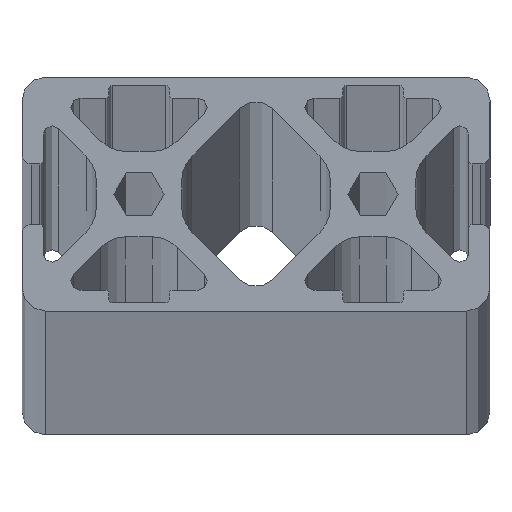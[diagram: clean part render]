
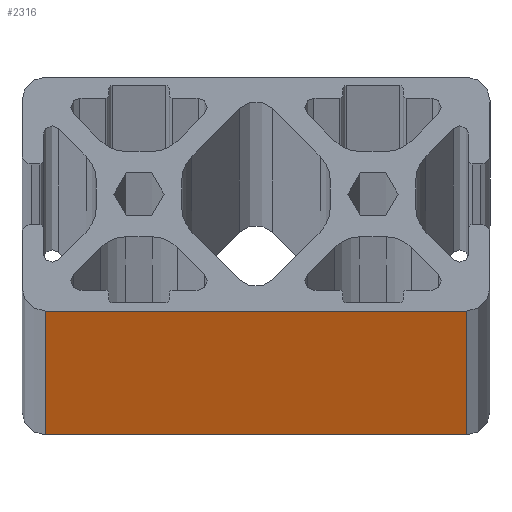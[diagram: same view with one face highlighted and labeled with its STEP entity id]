
A CAD part, top view. The second image highlights one B-rep face of the part: STEP entity #2316.
In plain terms, the highlighted planar face has unit normal (0, -1, 0).
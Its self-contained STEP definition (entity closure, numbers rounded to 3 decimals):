
#40=PLANE('',#2576);
#116=FACE_OUTER_BOUND('',#250,.T.);
#250=EDGE_LOOP('',(#1857,#1858,#1859,#1860));
#362=LINE('',#3475,#596);
#421=LINE('',#3700,#655);
#488=LINE('',#3914,#722);
#489=LINE('',#3916,#723);
#596=VECTOR('',#2748,1000.);
#655=VECTOR('',#2919,1000.);
#722=VECTOR('',#3110,1000.);
#723=VECTOR('',#3113,1000.);
#970=VERTEX_POINT('',#3472);
#971=VERTEX_POINT('',#3474);
#1080=VERTEX_POINT('',#3697);
#1081=VERTEX_POINT('',#3699);
#1208=EDGE_CURVE('',#970,#971,#362,.T.);
#1322=EDGE_CURVE('',#1081,#1080,#421,.T.);
#1432=EDGE_CURVE('',#970,#1081,#488,.T.);
#1433=EDGE_CURVE('',#971,#1080,#489,.T.);
#1857=ORIENTED_EDGE('',*,*,#1322,.T.);
#1858=ORIENTED_EDGE('',*,*,#1433,.F.);
#1859=ORIENTED_EDGE('',*,*,#1208,.F.);
#1860=ORIENTED_EDGE('',*,*,#1432,.T.);
#2316=ADVANCED_FACE('',(#116),#40,.F.);
#2576=AXIS2_PLACEMENT_3D('',#3915,#3111,#3112);
#2748=DIRECTION('',(1.,0.,0.));
#2919=DIRECTION('',(1.,0.,0.));
#3110=DIRECTION('',(0.,0.,-1.));
#3111=DIRECTION('center_axis',(0.,1.,0.));
#3112=DIRECTION('ref_axis',(-1.,0.,0.));
#3113=DIRECTION('',(0.,0.,-1.));
#3472=CARTESIAN_POINT('',(-18.,-20.,6060.));
#3474=CARTESIAN_POINT('',(18.,-20.,6060.));
#3475=CARTESIAN_POINT('',(-18.,-20.,6060.));
#3697=CARTESIAN_POINT('',(18.,-20.,0.));
#3699=CARTESIAN_POINT('',(-18.,-20.,0.));
#3700=CARTESIAN_POINT('',(-18.,-20.,0.));
#3914=CARTESIAN_POINT('',(-18.,-20.,6060.));
#3915=CARTESIAN_POINT('Origin',(-18.,-20.,6060.));
#3916=CARTESIAN_POINT('',(18.,-20.,6060.));
